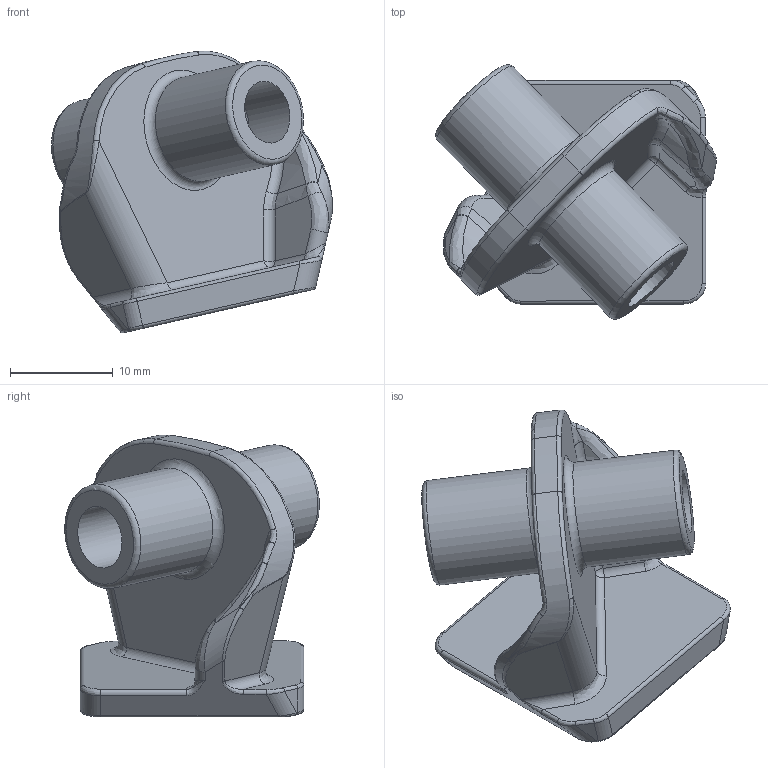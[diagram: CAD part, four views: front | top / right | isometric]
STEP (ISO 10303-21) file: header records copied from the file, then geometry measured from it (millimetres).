
FILE_DESCRIPTION(/* description */ (''),/* implementation_level */ '2;1');
FILE_NAME(/* name */ 'BRACKET-L.ipt.step',/* time_stamp */ '2020-04-16T23:30:56-04:00',/* author */ ('Josef'),/* organization */ (''),/* preprocessor_version */ 'ST-DEVELOPER v17',/* originating_system */ 'Autodesk Inventor 2019',/* authorisation */ '');
FILE_SCHEMA (('AUTOMOTIVE_DESIGN { 1 0 10303 214 3 1 1 }'));
Length unit declared in the file: inch
Products named in the file (1): BRACKET-L
Bounding box: 27.39 x 24.83 x 27.48 mm (x, y, z)
Volume: 4593.1 mm3; surface area: 3493.8 mm2
Topology: 1 solids, 1 shells, 132 faces, 342 edges, 216 vertices
Faces by surface type: cylinder 48, bspline 42, plane 21, torus 18, sphere 3
Full cylindrical faces by diameter (mm): 3.5 x1, 6.1 x2, 10.3 x2
Entity records: 9439 total; most frequent: CARTESIAN_POINT 6412, ORIENTED_EDGE 684, DIRECTION 576, EDGE_CURVE 342, AXIS2_PLACEMENT_3D 247, VERTEX_POINT 216, EDGE_LOOP 138, CIRCLE 135
